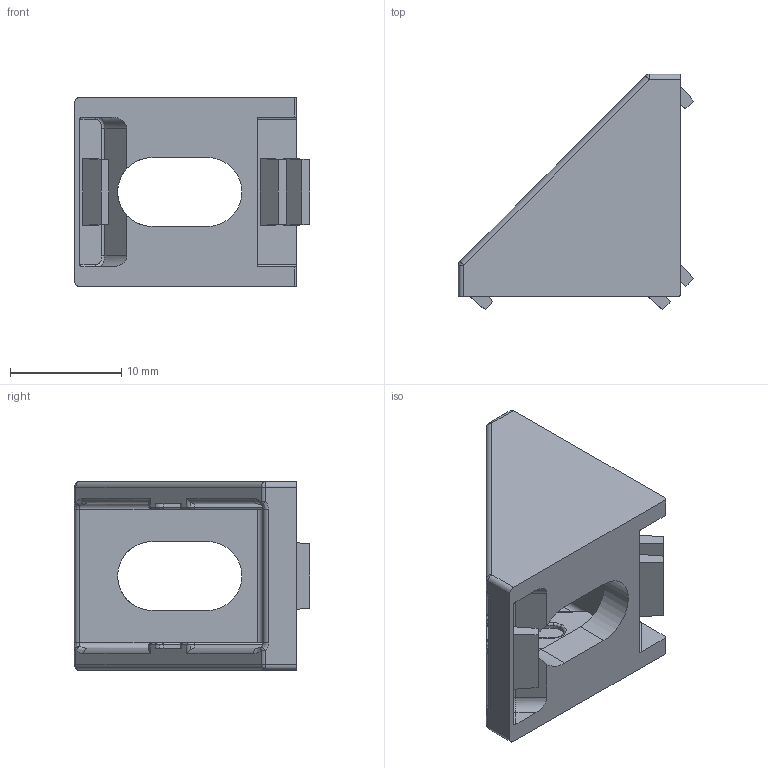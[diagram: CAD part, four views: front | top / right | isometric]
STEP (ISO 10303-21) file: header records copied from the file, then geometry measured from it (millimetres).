
FILE_DESCRIPTION (( 'STEP AP214' ), '1' );
FILE_NAME ('7265100', '2019-01-30T09:02:09', ( '' ), ('JUGARD+KÜNSTNER GmbH'), 'SwSTEP 2.0', 'SolidWorks 2017', '' );
FILE_SCHEMA (( 'AUTOMOTIVE_DESIGN' ));
Length unit declared in the file: millimetre
Products named in the file (1): 7265100
Bounding box: 21.2 x 21.2 x 17 mm (x, y, z)
Volume: 1998.1 mm3; surface area: 2183.6 mm2
Topology: 1 solids, 1 shells, 160 faces, 401 edges, 243 vertices
Faces by surface type: cylinder 66, plane 61, bspline 33
Entity records: 5190 total; most frequent: CARTESIAN_POINT 1578, ORIENTED_EDGE 794, DIRECTION 701, EDGE_CURVE 397, VERTEX_POINT 243, AXIS2_PLACEMENT_3D 241, LINE 219, VECTOR 219
